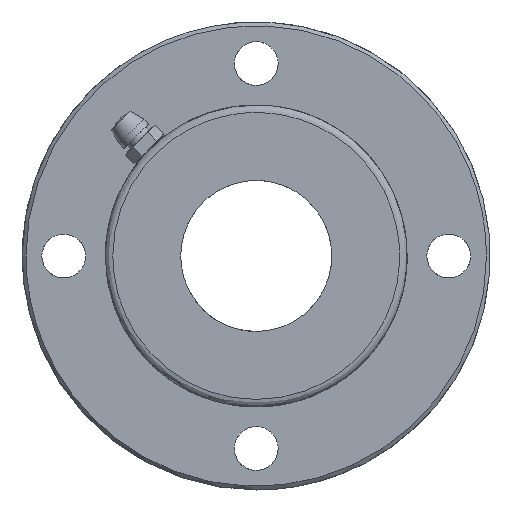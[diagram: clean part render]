
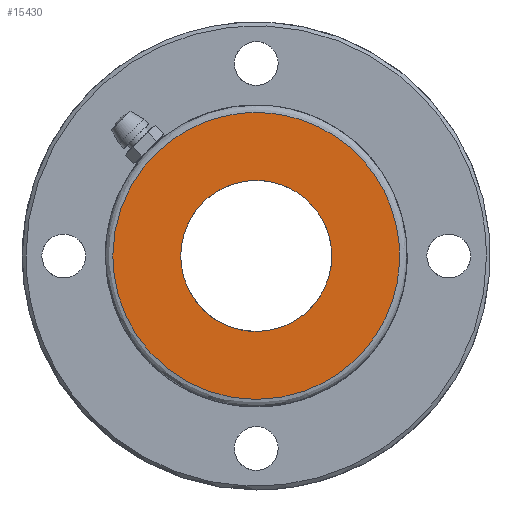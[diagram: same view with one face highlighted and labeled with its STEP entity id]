
A CAD part, left-side view. The second image highlights one B-rep face of the part: STEP entity #15430.
In plain terms, the highlighted free-form (B-spline) face has degree [1, 1] with [2, 2] control points.
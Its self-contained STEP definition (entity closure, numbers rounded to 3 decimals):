
#13930 = CARTESIAN_POINT ('', (-118., 19., 0.));
#13940 = VERTEX_POINT ('', #13930);
#13950 = CARTESIAN_POINT ('', (-118., 0., 19.));
#13960 = VERTEX_POINT ('', #13950);
#13970 = CARTESIAN_POINT ('', (-118., 19., 0.));
#13980 = CARTESIAN_POINT ('', (-118., 19., 12.667));
#13990 = CARTESIAN_POINT ('', (-118., 9.5, 19.));
#14000 = CARTESIAN_POINT ('', (-118., 0., 19.));
#14010 = (
   BOUNDED_CURVE ()
   B_SPLINE_CURVE (3, (#13970, #13980, #13990, #14000), .UNSPECIFIED., .F., .U.)
   B_SPLINE_CURVE_WITH_KNOTS ((4, 4), (0., 1.), .UNSPECIFIED.)
   CURVE ()
   GEOMETRIC_REPRESENTATION_ITEM ()
   RATIONAL_B_SPLINE_CURVE ((0.478, 0.478, 0.638, 0.957))
   REPRESENTATION_ITEM ('')
);
#14020 = EDGE_CURVE ('', #13940, #13960, #14010, .T.);
#14140 = CARTESIAN_POINT ('', (-118., 0., -19.));
#14150 = VERTEX_POINT ('', #14140);
#14160 = CARTESIAN_POINT ('', (-118., 0., -19.));
#14170 = CARTESIAN_POINT ('', (-118., -2.499, -19.));
#14180 = CARTESIAN_POINT ('', (-118., -4.906, -18.525));
#14190 = CARTESIAN_POINT ('', (-118., -7.22, -17.575));
#14200 = CARTESIAN_POINT ('', (-118., -9.593, -16.601));
#14210 = CARTESIAN_POINT ('', (-118., -11.685, -15.2));
#14220 = CARTESIAN_POINT ('', (-118., -13.496, -13.374));
#14230 = CARTESIAN_POINT ('', (-118., -15.228, -11.627));
#14240 = CARTESIAN_POINT ('', (-118., -16.571, -9.616));
#14250 = CARTESIAN_POINT ('', (-118., -17.525, -7.34));
#14260 = CARTESIAN_POINT ('', (-118., -18.508, -4.996));
#14270 = CARTESIAN_POINT ('', (-118., -18.999, -2.549));
#14280 = CARTESIAN_POINT ('', (-118., -19., 0.));
#14290 = CARTESIAN_POINT ('', (-118., -19.001, 2.542));
#14300 = CARTESIAN_POINT ('', (-118., -18.509, 4.988));
#14310 = CARTESIAN_POINT ('', (-118., -17.525, 7.34));
#14320 = CARTESIAN_POINT ('', (-118., -16.575, 9.609));
#14330 = CARTESIAN_POINT ('', (-118., -15.232, 11.621));
#14340 = CARTESIAN_POINT ('', (-118., -13.496, 13.374));
#14350 = CARTESIAN_POINT ('', (-118., -11.691, 15.196));
#14360 = CARTESIAN_POINT ('', (-118., -9.599, 16.596));
#14370 = CARTESIAN_POINT ('', (-118., -7.22, 17.575));
#14380 = CARTESIAN_POINT ('', (-118., -4.909, 18.525));
#14390 = CARTESIAN_POINT ('', (-118., -2.503, 19.));
#14400 = CARTESIAN_POINT ('', (-118., 0., 19.));
#14410 = B_SPLINE_CURVE_WITH_KNOTS ('', 3, (#14160, #14170, #14180, #14190, #14200, #14210, #14220, #14230, #14240, #14250, #14260, #14270, #14280, #14290, #14300, #14310, #14320, #14330, #14340, #14350, #14360, #14370, #14380, #14390, #14400), .UNSPECIFIED., .F., .U., (4, 3, 3, 3, 3, 3, 3, 3, 4), (0., 0.125, 0.25, 0.375, 0.5, 0.625, 0.75, 0.875, 1.), .UNSPECIFIED.);
#14420 = EDGE_CURVE ('', #14150, #13960, #14410, .T.);
#14440 = CARTESIAN_POINT ('', (-118., 0., -19.));
#14450 = CARTESIAN_POINT ('', (-118., 9.5, -19.));
#14460 = CARTESIAN_POINT ('', (-118., 19., -12.667));
#14470 = CARTESIAN_POINT ('', (-118., 19., 0.));
#14480 = (
   BOUNDED_CURVE ()
   B_SPLINE_CURVE (3, (#14440, #14450, #14460, #14470), .UNSPECIFIED., .F., .U.)
   B_SPLINE_CURVE_WITH_KNOTS ((4, 4), (0., 1.), .UNSPECIFIED.)
   CURVE ()
   GEOMETRIC_REPRESENTATION_ITEM ()
   RATIONAL_B_SPLINE_CURVE ((0.957, 0.638, 0.478, 0.478))
   REPRESENTATION_ITEM ('')
);
#14490 = EDGE_CURVE ('', #14150, #13940, #14480, .T.);
#14830 = ORIENTED_EDGE ('', *, *, #14420, .T.);
#14840 = ORIENTED_EDGE ('', *, *, #14020, .F.);
#14850 = ORIENTED_EDGE ('', *, *, #14490, .F.);
#14860 = EDGE_LOOP ('', (#14830, #14840, #14850));
#14870 = FACE_OUTER_BOUND ('', #14860, .T.);
#14880 = CARTESIAN_POINT ('', (-118., 0., -10.));
#14890 = VERTEX_POINT ('', #14880);
#14900 = CARTESIAN_POINT ('', (-118., -10., 0.));
#14910 = VERTEX_POINT ('', #14900);
#14920 = CARTESIAN_POINT ('', (-118., 0., -10.));
#14930 = CARTESIAN_POINT ('', (-118., -5., -10.));
#14940 = CARTESIAN_POINT ('', (-118., -10., -6.667));
#14950 = CARTESIAN_POINT ('', (-118., -10., 0.));
#14960 = (
   BOUNDED_CURVE ()
   B_SPLINE_CURVE (3, (#14920, #14930, #14940, #14950), .UNSPECIFIED., .F., .U.)
   B_SPLINE_CURVE_WITH_KNOTS ((4, 4), (0., 1.), .UNSPECIFIED.)
   CURVE ()
   GEOMETRIC_REPRESENTATION_ITEM ()
   RATIONAL_B_SPLINE_CURVE ((1., 0.667, 0.5, 0.5))
   REPRESENTATION_ITEM ('')
);
#14970 = EDGE_CURVE ('', #14890, #14910, #14960, .T.);
#14980 = ORIENTED_EDGE ('', *, *, #14970, .F.);
#14990 = CARTESIAN_POINT ('', (-118., 10., 0.));
#15000 = VERTEX_POINT ('', #14990);
#15010 = CARTESIAN_POINT ('', (-118., 10., 0.));
#15020 = CARTESIAN_POINT ('', (-118., 10., -6.667));
#15030 = CARTESIAN_POINT ('', (-118., 5., -10.));
#15040 = CARTESIAN_POINT ('', (-118., 0., -10.));
#15050 = (
   BOUNDED_CURVE ()
   B_SPLINE_CURVE (3, (#15010, #15020, #15030, #15040), .UNSPECIFIED., .F., .U.)
   B_SPLINE_CURVE_WITH_KNOTS ((4, 4), (0., 1.), .UNSPECIFIED.)
   CURVE ()
   GEOMETRIC_REPRESENTATION_ITEM ()
   RATIONAL_B_SPLINE_CURVE ((0.5, 0.5, 0.667, 1.))
   REPRESENTATION_ITEM ('')
);
#15060 = EDGE_CURVE ('', #15000, #14890, #15050, .T.);
#15070 = ORIENTED_EDGE ('', *, *, #15060, .F.);
#15080 = CARTESIAN_POINT ('', (-118., 10., 0.));
#15090 = CARTESIAN_POINT ('', (-118., 10., 1.27));
#15100 = CARTESIAN_POINT ('', (-118., 9.766, 2.497));
#15110 = CARTESIAN_POINT ('', (-118., 9.298, 3.681));
#15120 = CARTESIAN_POINT ('', (-118., 8.792, 4.962));
#15130 = CARTESIAN_POINT ('', (-118., 8.049, 6.092));
#15140 = CARTESIAN_POINT ('', (-118., 7.071, 7.071));
#15150 = CARTESIAN_POINT ('', (-118., 6.098, 8.045));
#15160 = CARTESIAN_POINT ('', (-118., 4.968, 8.788));
#15170 = CARTESIAN_POINT ('', (-118., 3.681, 9.298));
#15180 = CARTESIAN_POINT ('', (-118., 2.502, 9.765));
#15190 = CARTESIAN_POINT ('', (-118., 1.275, 9.999));
#15200 = CARTESIAN_POINT ('', (-118., 0., 10.));
#15210 = CARTESIAN_POINT ('', (-118., -1.268, 10.001));
#15220 = CARTESIAN_POINT ('', (-118., -2.495, 9.767));
#15230 = CARTESIAN_POINT ('', (-118., -3.681, 9.298));
#15240 = CARTESIAN_POINT ('', (-118., -4.962, 8.792));
#15250 = CARTESIAN_POINT ('', (-118., -6.092, 8.049));
#15260 = CARTESIAN_POINT ('', (-118., -7.071, 7.071));
#15270 = CARTESIAN_POINT ('', (-118., -8.045, 6.098));
#15280 = CARTESIAN_POINT ('', (-118., -8.788, 4.968));
#15290 = CARTESIAN_POINT ('', (-118., -9.298, 3.681));
#15300 = CARTESIAN_POINT ('', (-118., -9.766, 2.5));
#15310 = CARTESIAN_POINT ('', (-118., -10., 1.273));
#15320 = CARTESIAN_POINT ('', (-118., -10., 0.));
#15330 = B_SPLINE_CURVE_WITH_KNOTS ('', 3, (#15080, #15090, #15100, #15110, #15120, #15130, #15140, #15150, #15160, #15170, #15180, #15190, #15200, #15210, #15220, #15230, #15240, #15250, #15260, #15270, #15280, #15290, #15300, #15310, #15320), .UNSPECIFIED., .F., .U., (4, 3, 3, 3, 3, 3, 3, 3, 4), (0., 0.125, 0.25, 0.375, 0.5, 0.625, 0.75, 0.875, 1.), .UNSPECIFIED.);
#15340 = EDGE_CURVE ('', #15000, #14910, #15330, .T.);
#15350 = ORIENTED_EDGE ('', *, *, #15340, .T.);
#15360 = EDGE_LOOP ('', (#14980, #15070, #15350));
#15370 = FACE_BOUND ('', #15360, .T.);
#15380 = CARTESIAN_POINT ('', (-118., -19.229, 19.228));
#15390 = CARTESIAN_POINT ('', (-118., -19.229, -19.228));
#15400 = CARTESIAN_POINT ('', (-118., 19.228, 19.228));
#15410 = CARTESIAN_POINT ('', (-118., 19.228, -19.228));
#15420 = B_SPLINE_SURFACE_WITH_KNOTS ('', 1, 1, ((#15380, #15390), (#15400, #15410)), .UNSPECIFIED., .F., .F., .U., (2, 2), (2, 2), (0., 1.), (0., 1.), .UNSPECIFIED.);
#15430 = ADVANCED_FACE ('', (#14870, #15370), #15420, .T.);
